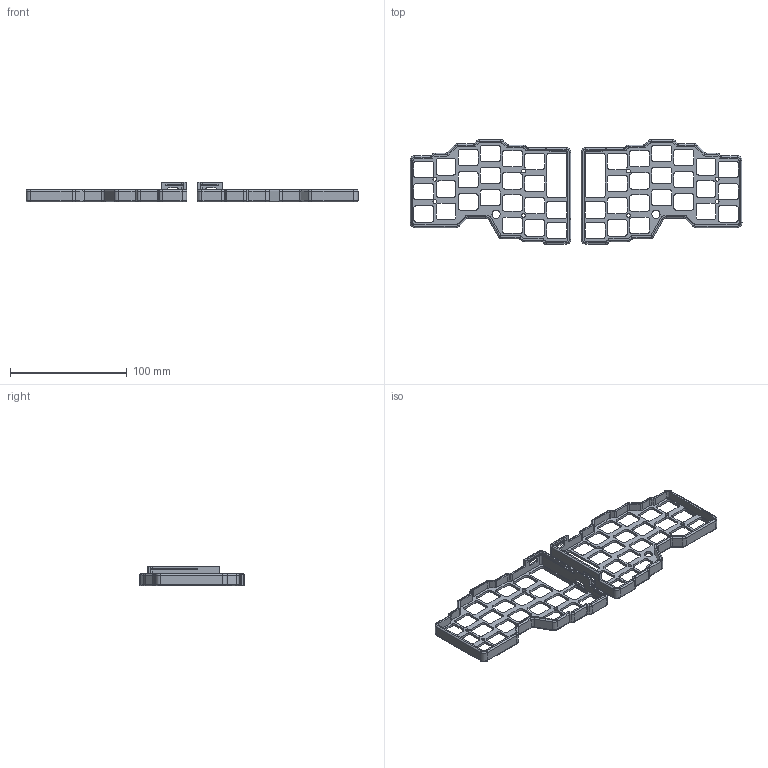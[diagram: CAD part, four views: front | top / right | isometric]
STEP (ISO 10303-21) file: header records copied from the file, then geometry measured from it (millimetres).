
FILE_DESCRIPTION(/* description */ (''),/* implementation_level */ '2;1');
FILE_NAME(/* name */ 'mriya-bumper-sla-v1.07.step',/* time_stamp */ '2024-08-18T17:15:53+03:00',/* author */ (''),/* organization */ (''),/* preprocessor_version */ 'ST-DEVELOPER v20',/* originating_system */ 'Autodesk Translation Framework v13.14.0.145',/* authorisation */ '');
FILE_SCHEMA (('AUTOMOTIVE_DESIGN { 1 0 10303 214 3 1 1 }'));
Length unit declared in the file: millimetre
Products named in the file (1): mriya-bumper-sla
Bounding box: 284.4 x 89.5 x 17.1 mm (x, y, z)
Volume: 36657 mm3; surface area: 40273.1 mm2
Topology: 2 solids, 2 shells, 1014 faces, 2778 edges, 1776 vertices
Faces by surface type: cylinder 496, plane 388, torus 98, bspline 32
Full cylindrical faces by diameter (mm): 3.2 x8, 7 x2
Entity records: 33367 total; most frequent: CARTESIAN_POINT 6573, DIRECTION 5822, ORIENTED_EDGE 5556, EDGE_CURVE 2778, AXIS2_PLACEMENT_3D 2097, VERTEX_POINT 1776, LINE 1628, VECTOR 1628
